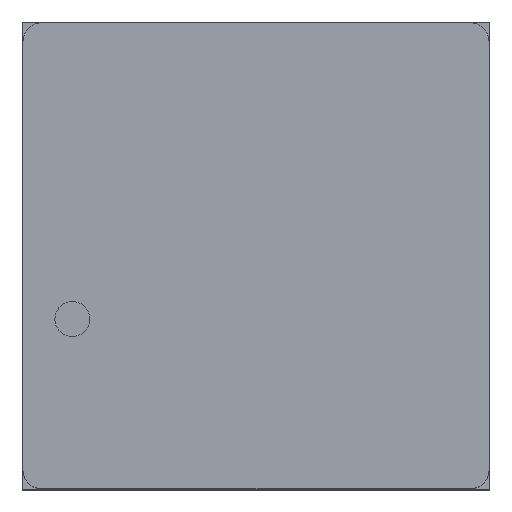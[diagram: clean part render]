
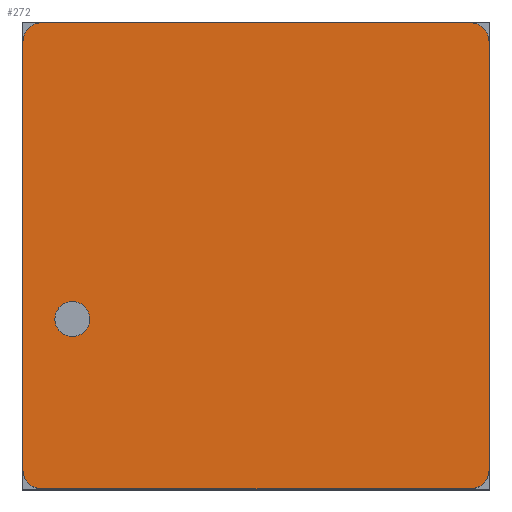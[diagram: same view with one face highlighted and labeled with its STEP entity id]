
A CAD part, top view. The second image highlights one B-rep face of the part: STEP entity #272.
In plain terms, the highlighted planar face has unit normal (0, 0, 1).
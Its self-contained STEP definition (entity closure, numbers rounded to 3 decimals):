
#10 = LINE ( 'NONE', #5576, #4222 ) ;
#142 = EDGE_CURVE ( 'NONE', #5651, #4006, #7131, .T. ) ;
#272 = ADVANCED_FACE ( 'NONE', ( #5708, #7396 ), #1005, .T. ) ;
#322 = EDGE_CURVE ( 'NONE', #772, #2441, #3261, .T. ) ;
#366 = CARTESIAN_POINT ( 'NONE',  ( -2.29, 2.29, 1.2 ) ) ;
#429 = LINE ( 'NONE', #4121, #4817 ) ;
#544 = ORIENTED_EDGE ( 'NONE', *, *, #2972, .T. ) ;
#550 = CIRCLE ( 'NONE', #6372, 0.2 ) ;
#559 = CARTESIAN_POINT ( 'NONE',  ( -2.29, -2.29, 1.2 ) ) ;
#622 = ORIENTED_EDGE ( 'NONE', *, *, #322, .T. ) ;
#642 = DIRECTION ( 'NONE',  ( 1., 0., 0. ) ) ;
#728 = CARTESIAN_POINT ( 'NONE',  ( 2.29, -2.49, 1.2 ) ) ;
#730 = VECTOR ( 'NONE', #6929, 1000. ) ;
#772 = VERTEX_POINT ( 'NONE', #728 ) ;
#794 = ORIENTED_EDGE ( 'NONE', *, *, #142, .T. ) ;
#1005 = PLANE ( 'NONE',  #5899 ) ;
#1015 = DIRECTION ( 'NONE',  ( 0., 0., 1. ) ) ;
#1135 = DIRECTION ( 'NONE',  ( 0., 0., 1. ) ) ;
#1264 = VERTEX_POINT ( 'NONE', #6963 ) ;
#1400 = AXIS2_PLACEMENT_3D ( 'NONE', #3248, #6126, #7285 ) ;
#1452 = CARTESIAN_POINT ( 'NONE',  ( -1.963, -0.676, 1.2 ) ) ;
#1632 = AXIS2_PLACEMENT_3D ( 'NONE', #4629, #4133, #3000 ) ;
#1728 = CARTESIAN_POINT ( 'NONE',  ( -1.776, -0.676, 1.2 ) ) ;
#1831 = CARTESIAN_POINT ( 'NONE',  ( -2.149, -0.676, 1.2 ) ) ;
#1854 = ORIENTED_EDGE ( 'NONE', *, *, #2734, .T. ) ;
#1861 = ORIENTED_EDGE ( 'NONE', *, *, #5193, .T. ) ;
#1961 = EDGE_CURVE ( 'NONE', #2692, #3772, #2643, .T. ) ;
#1974 = ORIENTED_EDGE ( 'NONE', *, *, #3356, .F. ) ;
#1981 = CARTESIAN_POINT ( 'NONE',  ( -2.29, 2.49, 1.2 ) ) ;
#1987 = VERTEX_POINT ( 'NONE', #2575 ) ;
#2107 = CARTESIAN_POINT ( 'NONE',  ( 2.49, 2.29, 1.2 ) ) ;
#2118 = DIRECTION ( 'NONE',  ( 0., 0., 1. ) ) ;
#2172 = LINE ( 'NONE', #5303, #730 ) ;
#2216 = DIRECTION ( 'NONE',  ( 0., 1., 0. ) ) ;
#2441 = VERTEX_POINT ( 'NONE', #7335 ) ;
#2575 = CARTESIAN_POINT ( 'NONE',  ( -2.49, -2.29, 1.2 ) ) ;
#2643 = CIRCLE ( 'NONE', #6704, 0.187 ) ;
#2692 = VERTEX_POINT ( 'NONE', #1728 ) ;
#2734 = EDGE_CURVE ( 'NONE', #1264, #1987, #5760, .T. ) ;
#2972 = EDGE_CURVE ( 'NONE', #2441, #5651, #10, .T. ) ;
#3000 = DIRECTION ( 'NONE',  ( 1., 0., 0. ) ) ;
#3248 = CARTESIAN_POINT ( 'NONE',  ( 2.29, 2.29, 1.2 ) ) ;
#3261 = CIRCLE ( 'NONE', #1632, 0.2 ) ;
#3305 = CIRCLE ( 'NONE', #7160, 0.187 ) ;
#3356 = EDGE_CURVE ( 'NONE', #3772, #2692, #3305, .T. ) ;
#3772 = VERTEX_POINT ( 'NONE', #1831 ) ;
#3846 = DIRECTION ( 'NONE',  ( 1., 0., 0. ) ) ;
#3977 = ORIENTED_EDGE ( 'NONE', *, *, #7313, .T. ) ;
#4006 = VERTEX_POINT ( 'NONE', #4335 ) ;
#4013 = DIRECTION ( 'NONE',  ( 1., 0., 0. ) ) ;
#4072 = CARTESIAN_POINT ( 'NONE',  ( -2.49, 2.49, 1.2 ) ) ;
#4121 = CARTESIAN_POINT ( 'NONE',  ( -2.49, -2.49, 1.2 ) ) ;
#4124 = EDGE_LOOP ( 'NONE', ( #7187, #1974 ) ) ;
#4133 = DIRECTION ( 'NONE',  ( 0., 0., 1. ) ) ;
#4222 = VECTOR ( 'NONE', #2216, 1000. ) ;
#4335 = CARTESIAN_POINT ( 'NONE',  ( 2.29, 2.49, 1.2 ) ) ;
#4346 = AXIS2_PLACEMENT_3D ( 'NONE', #559, #1135, #4013 ) ;
#4629 = CARTESIAN_POINT ( 'NONE',  ( 2.29, -2.29, 1.2 ) ) ;
#4817 = VECTOR ( 'NONE', #642, 1000. ) ;
#4924 = DIRECTION ( 'NONE',  ( 0., 0., 1. ) ) ;
#5013 = DIRECTION ( 'NONE',  ( 1., 0., 0. ) ) ;
#5193 = EDGE_CURVE ( 'NONE', #6617, #1264, #550, .T. ) ;
#5276 = DIRECTION ( 'NONE',  ( 0., -1., 0. ) ) ;
#5303 = CARTESIAN_POINT ( 'NONE',  ( -2.49, 2.49, 1.2 ) ) ;
#5433 = EDGE_CURVE ( 'NONE', #6692, #772, #429, .T. ) ;
#5484 = EDGE_LOOP ( 'NONE', ( #6473, #622, #544, #794, #3977, #1861, #1854, #6878 ) ) ;
#5576 = CARTESIAN_POINT ( 'NONE',  ( 2.49, 2.49, 1.2 ) ) ;
#5651 = VERTEX_POINT ( 'NONE', #2107 ) ;
#5708 = FACE_BOUND ( 'NONE', #4124, .T. ) ;
#5760 = LINE ( 'NONE', #4072, #6492 ) ;
#5883 = EDGE_CURVE ( 'NONE', #1987, #6692, #7054, .T. ) ;
#5899 = AXIS2_PLACEMENT_3D ( 'NONE', #6318, #6248, #6277 ) ;
#6126 = DIRECTION ( 'NONE',  ( 0., 0., 1. ) ) ;
#6248 = DIRECTION ( 'NONE',  ( 0., 0., 1. ) ) ;
#6277 = DIRECTION ( 'NONE',  ( 1., 0., 0. ) ) ;
#6318 = CARTESIAN_POINT ( 'NONE',  ( 0., 0., 1.2 ) ) ;
#6372 = AXIS2_PLACEMENT_3D ( 'NONE', #366, #1015, #3846 ) ;
#6473 = ORIENTED_EDGE ( 'NONE', *, *, #5433, .T. ) ;
#6492 = VECTOR ( 'NONE', #5276, 1000. ) ;
#6617 = VERTEX_POINT ( 'NONE', #1981 ) ;
#6692 = VERTEX_POINT ( 'NONE', #7323 ) ;
#6704 = AXIS2_PLACEMENT_3D ( 'NONE', #1452, #2118, #5013 ) ;
#6734 = DIRECTION ( 'NONE',  ( 1., 0., 0. ) ) ;
#6878 = ORIENTED_EDGE ( 'NONE', *, *, #5883, .T. ) ;
#6929 = DIRECTION ( 'NONE',  ( -1., 0., 0. ) ) ;
#6963 = CARTESIAN_POINT ( 'NONE',  ( -2.49, 2.29, 1.2 ) ) ;
#7054 = CIRCLE ( 'NONE', #4346, 0.2 ) ;
#7131 = CIRCLE ( 'NONE', #1400, 0.2 ) ;
#7160 = AXIS2_PLACEMENT_3D ( 'NONE', #7255, #4924, #6734 ) ;
#7187 = ORIENTED_EDGE ( 'NONE', *, *, #1961, .F. ) ;
#7255 = CARTESIAN_POINT ( 'NONE',  ( -1.963, -0.676, 1.2 ) ) ;
#7285 = DIRECTION ( 'NONE',  ( 1., 0., 0. ) ) ;
#7313 = EDGE_CURVE ( 'NONE', #4006, #6617, #2172, .T. ) ;
#7323 = CARTESIAN_POINT ( 'NONE',  ( -2.29, -2.49, 1.2 ) ) ;
#7335 = CARTESIAN_POINT ( 'NONE',  ( 2.49, -2.29, 1.2 ) ) ;
#7396 = FACE_OUTER_BOUND ( 'NONE', #5484, .T. ) ;
